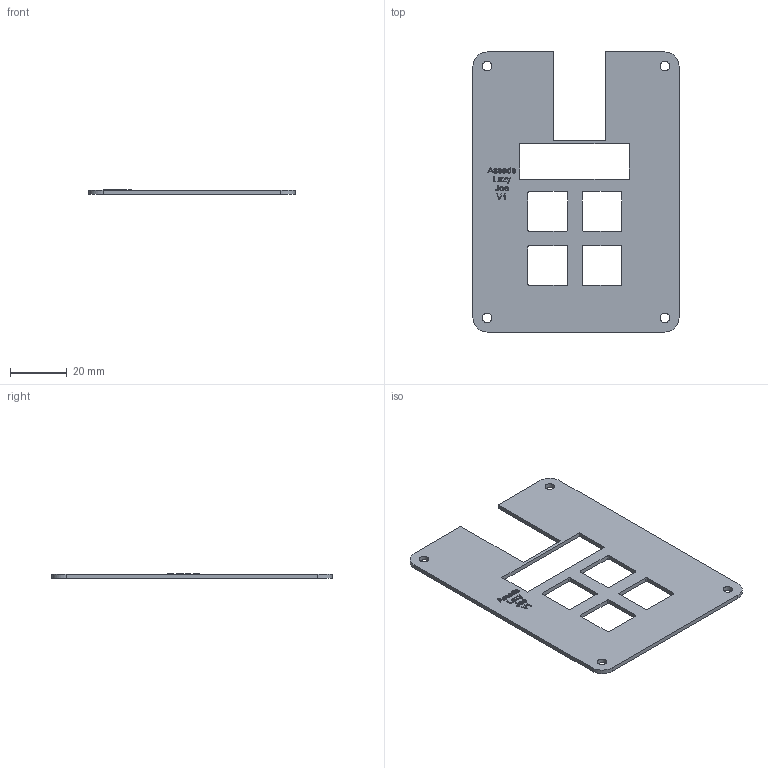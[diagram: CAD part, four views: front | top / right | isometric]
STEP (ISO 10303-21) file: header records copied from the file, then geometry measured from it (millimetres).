
FILE_DESCRIPTION(/* description */ (''),/* implementation_level */ '2;1');
FILE_NAME(/* name */ 'Macropad top case.step',/* time_stamp */ '2026-01-14T18:20:08Z',/* author */ (''),/* organization */ (''),/* preprocessor_version */ 'ST-DEVELOPER v20.1',/* originating_system */ 'Autodesk Translation Framework v14.21.0.0',/* authorisation */ '');
FILE_SCHEMA (('AUTOMOTIVE_DESIGN { 1 0 10303 214 3 1 1 }'));
Length unit declared in the file: millimetre
Products named in the file (1): 2026-01-11-22-38-37-387
Bounding box: 72.5 x 98.5 x 1.7 mm (x, y, z)
Volume: 7871.1 mm3; surface area: 11656.6 mm2
Topology: 1 solids, 1 shells, 389 faces, 1098 edges, 732 vertices
Faces by surface type: bspline 241, plane 124, cylinder 24
Full cylindrical faces by diameter (mm): 3.4 x4
Entity records: 14839 total; most frequent: CARTESIAN_POINT 6317, ORIENTED_EDGE 2196, EDGE_CURVE 1098, DIRECTION 962, VERTEX_POINT 732, LINE 568, VECTOR 568, B_SPLINE_CURVE_WITH_KNOTS 482
